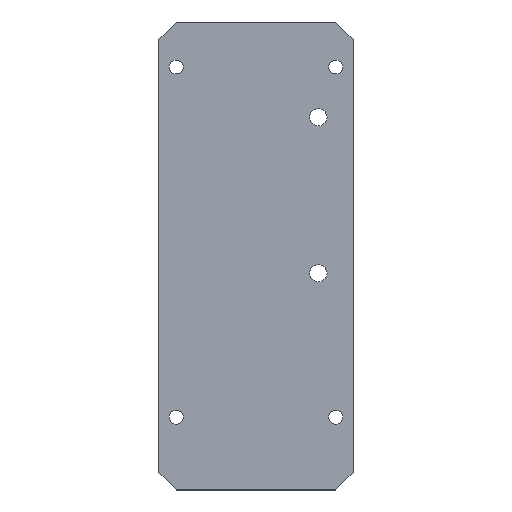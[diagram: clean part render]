
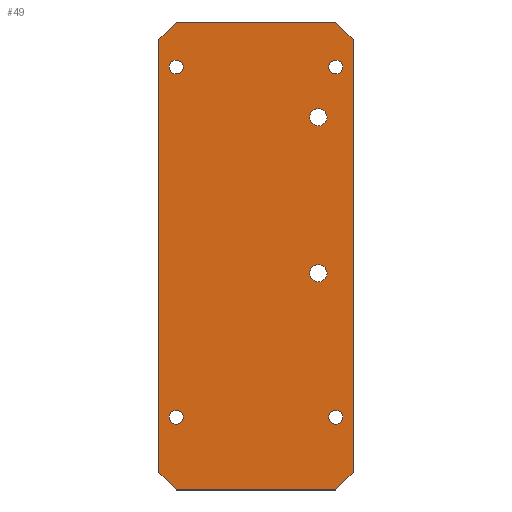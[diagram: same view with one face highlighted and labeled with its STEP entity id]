
A CAD part, top view. The second image highlights one B-rep face of the part: STEP entity #49.
In plain terms, the highlighted planar face has unit normal (0, 0, 1).
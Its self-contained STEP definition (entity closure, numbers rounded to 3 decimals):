
#49=ADVANCED_FACE('',(#83,#85,#87,#89,#91,#93,#95),#97,.T.);
#83=FACE_BOUND('',#84,.T.);
#84=EDGE_LOOP('',(#226,#227,#228,#229,#230,#231,#232,#233));
#85=FACE_BOUND('',#86,.T.);
#86=EDGE_LOOP('',(#234));
#87=FACE_BOUND('',#88,.T.);
#88=EDGE_LOOP('',(#235));
#89=FACE_BOUND('',#90,.T.);
#90=EDGE_LOOP('',(#236));
#91=FACE_BOUND('',#92,.T.);
#92=EDGE_LOOP('',(#237));
#93=FACE_BOUND('',#94,.T.);
#94=EDGE_LOOP('',(#238));
#95=FACE_BOUND('',#96,.T.);
#96=EDGE_LOOP('',(#239));
#97=PLANE('',#98);
#98=AXIS2_PLACEMENT_3D('',#99,#100,#101);
#99=CARTESIAN_POINT('',(0.,0.,3.));
#100=DIRECTION('',(0.,0.,1.));
#101=DIRECTION('',(-1.,0.,0.));
#226=ORIENTED_EDGE('',*,*,#298,.F.);
#227=ORIENTED_EDGE('',*,*,#299,.T.);
#228=ORIENTED_EDGE('',*,*,#300,.F.);
#229=ORIENTED_EDGE('',*,*,#301,.T.);
#230=ORIENTED_EDGE('',*,*,#302,.F.);
#231=ORIENTED_EDGE('',*,*,#303,.T.);
#232=ORIENTED_EDGE('',*,*,#304,.F.);
#233=ORIENTED_EDGE('',*,*,#305,.T.);
#234=ORIENTED_EDGE('',*,*,#306,.T.);
#235=ORIENTED_EDGE('',*,*,#307,.T.);
#236=ORIENTED_EDGE('',*,*,#308,.T.);
#237=ORIENTED_EDGE('',*,*,#309,.T.);
#238=ORIENTED_EDGE('',*,*,#310,.T.);
#239=ORIENTED_EDGE('',*,*,#311,.T.);
#298=EDGE_CURVE('',#348,#349,#350,.F.);
#299=EDGE_CURVE('',#348,#351,#352,.T.);
#300=EDGE_CURVE('',#353,#351,#354,.F.);
#301=EDGE_CURVE('',#353,#355,#356,.T.);
#302=EDGE_CURVE('',#357,#355,#358,.F.);
#303=EDGE_CURVE('',#357,#359,#360,.T.);
#304=EDGE_CURVE('',#361,#359,#362,.F.);
#305=EDGE_CURVE('',#361,#349,#363,.T.);
#306=EDGE_CURVE('',#364,#364,#365,.F.);
#307=EDGE_CURVE('',#366,#366,#367,.F.);
#308=EDGE_CURVE('',#368,#368,#369,.F.);
#309=EDGE_CURVE('',#370,#370,#371,.F.);
#310=EDGE_CURVE('',#372,#372,#373,.F.);
#311=EDGE_CURVE('',#374,#374,#375,.F.);
#348=VERTEX_POINT('',#446);
#349=VERTEX_POINT('',#447);
#350=LINE('',#448,#449);
#351=VERTEX_POINT('',#451);
#352=LINE('',#452,#453);
#353=VERTEX_POINT('',#455);
#354=LINE('',#456,#457);
#355=VERTEX_POINT('',#459);
#356=LINE('',#460,#461);
#357=VERTEX_POINT('',#463);
#358=LINE('',#464,#465);
#359=VERTEX_POINT('',#467);
#360=LINE('',#468,#469);
#361=VERTEX_POINT('',#471);
#362=LINE('',#472,#473);
#363=LINE('',#475,#476);
#364=VERTEX_POINT('',#478);
#365=CIRCLE('',#479,2.5);
#366=VERTEX_POINT('',#483);
#367=CIRCLE('',#484,2.5);
#368=VERTEX_POINT('',#488);
#369=CIRCLE('',#489,2.);
#370=VERTEX_POINT('',#493);
#371=CIRCLE('',#494,2.);
#372=VERTEX_POINT('',#498);
#373=CIRCLE('',#499,2.);
#374=VERTEX_POINT('',#503);
#375=CIRCLE('',#504,2.);
#446=CARTESIAN_POINT('',(-23.,-67.5,3.));
#447=CARTESIAN_POINT('',(-28.,-62.5,3.));
#448=CARTESIAN_POINT('',(-28.,-62.5,3.));
#449=VECTOR('',#450,1.);
#450=DIRECTION('',(0.707,-0.707,0.));
#451=CARTESIAN_POINT('',(23.,-67.5,3.));
#452=CARTESIAN_POINT('',(-23.,-67.5,3.));
#453=VECTOR('',#454,1.);
#454=DIRECTION('',(1.,0.,0.));
#455=CARTESIAN_POINT('',(28.,-62.5,3.));
#456=CARTESIAN_POINT('',(23.,-67.5,3.));
#457=VECTOR('',#458,1.);
#458=DIRECTION('',(0.707,0.707,0.));
#459=CARTESIAN_POINT('',(28.,62.5,3.));
#460=CARTESIAN_POINT('',(28.,-62.5,3.));
#461=VECTOR('',#462,1.);
#462=DIRECTION('',(0.,1.,0.));
#463=CARTESIAN_POINT('',(23.,67.5,3.));
#464=CARTESIAN_POINT('',(28.,62.5,3.));
#465=VECTOR('',#466,1.);
#466=DIRECTION('',(-0.707,0.707,0.));
#467=CARTESIAN_POINT('',(-23.,67.5,3.));
#468=CARTESIAN_POINT('',(23.,67.5,3.));
#469=VECTOR('',#470,1.);
#470=DIRECTION('',(-1.,0.,0.));
#471=CARTESIAN_POINT('',(-28.,62.5,3.));
#472=CARTESIAN_POINT('',(-23.,67.5,3.));
#473=VECTOR('',#474,1.);
#474=DIRECTION('',(-0.707,-0.707,0.));
#475=CARTESIAN_POINT('',(-28.,62.5,3.));
#476=VECTOR('',#477,1.);
#477=DIRECTION('',(0.,-1.,0.));
#478=CARTESIAN_POINT('',(20.5,40.,3.));
#479=AXIS2_PLACEMENT_3D('',#480,#481,#482);
#480=CARTESIAN_POINT('',(18.,40.,3.));
#481=DIRECTION('',(0.,0.,1.));
#482=DIRECTION('',(1.,0.,0.));
#483=CARTESIAN_POINT('',(20.5,-5.,3.));
#484=AXIS2_PLACEMENT_3D('',#485,#486,#487);
#485=CARTESIAN_POINT('',(18.,-5.,3.));
#486=DIRECTION('',(0.,0.,1.));
#487=DIRECTION('',(1.,0.,0.));
#488=CARTESIAN_POINT('',(21.,-46.5,3.));
#489=AXIS2_PLACEMENT_3D('',#490,#491,#492);
#490=CARTESIAN_POINT('',(23.,-46.5,3.));
#491=DIRECTION('',(0.,0.,1.));
#492=DIRECTION('',(-1.,0.,0.));
#493=CARTESIAN_POINT('',(21.,54.5,3.));
#494=AXIS2_PLACEMENT_3D('',#495,#496,#497);
#495=CARTESIAN_POINT('',(23.,54.5,3.));
#496=DIRECTION('',(0.,0.,1.));
#497=DIRECTION('',(-1.,0.,0.));
#498=CARTESIAN_POINT('',(-25.,54.5,3.));
#499=AXIS2_PLACEMENT_3D('',#500,#501,#502);
#500=CARTESIAN_POINT('',(-23.,54.5,3.));
#501=DIRECTION('',(0.,0.,1.));
#502=DIRECTION('',(-1.,0.,0.));
#503=CARTESIAN_POINT('',(-25.,-46.5,3.));
#504=AXIS2_PLACEMENT_3D('',#505,#506,#507);
#505=CARTESIAN_POINT('',(-23.,-46.5,3.));
#506=DIRECTION('',(0.,0.,1.));
#507=DIRECTION('',(-1.,0.,0.));
